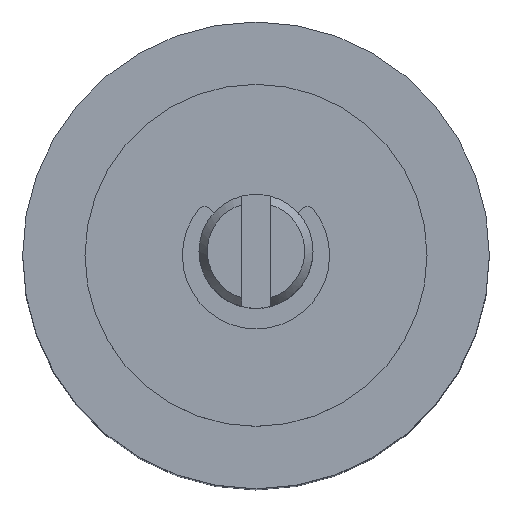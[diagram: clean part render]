
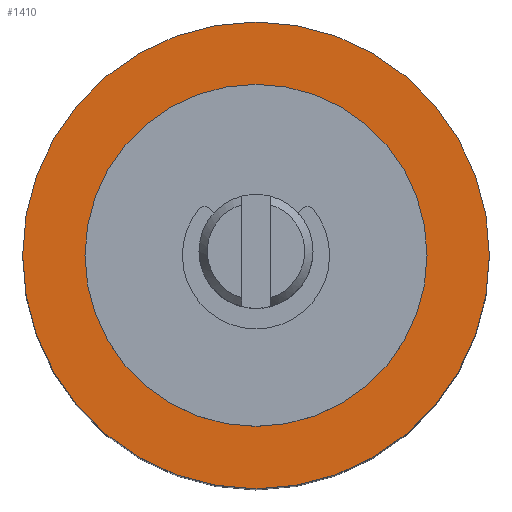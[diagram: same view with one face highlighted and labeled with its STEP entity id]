
A CAD part, top view. The second image highlights one B-rep face of the part: STEP entity #1410.
In plain terms, the highlighted planar face has unit normal (0, 0, 1).
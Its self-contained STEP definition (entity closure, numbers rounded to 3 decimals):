
#1410=ADVANCED_FACE('', (#1420,#1430), #1440, .T.);
#4960=AXIS2_PLACEMENT_3D('Ax2Pl3d', #4970, #4980, #4990);
#5000=AXIS2_PLACEMENT_3D('Ax2Pl3d', #5010, #5020, #5030);
#5040=AXIS2_PLACEMENT_3D('Ax2Pl3d', #5050, #5060, #5070);
#4970=CARTESIAN_POINT('HicPkt', (0.,0.,0.));
#6520=CARTESIAN_POINT('', (0.,-4.763,0.));
#5010=CARTESIAN_POINT('HicPkt', (0.,6.5,0.));
#5050=CARTESIAN_POINT('HicPkt', (0.,0.,0.));
#6530=CARTESIAN_POINT('', (0.,6.5,0.));
#6940=CIRCLE('Circle', #4960, 4.763);
#6950=CIRCLE('Circle', #5040, 6.5);
#4980=DIRECTION('Axis', (0.,0.,1.));
#4990=DIRECTION('RefDirection', (1.,0.,-0.));
#5020=DIRECTION('Axis', (0.,0.,1.));
#5030=DIRECTION('RefDirection', (1.,0.,-0.));
#5060=DIRECTION('Axis', (0.,0.,1.));
#5070=DIRECTION('RefDirection', (1.,0.,-0.));
#10770=EDGE_CURVE('', #10780, #10780, #6940, .T.);
#10790=EDGE_CURVE('', #10800, #10800, #6950, .T.);
#12750=EDGE_LOOP('Edge_loop', (#12760));
#12770=EDGE_LOOP('Edge_loop', (#12780));
#1430=FACE_BOUND('', #12770, .T.);
#1420=FACE_OUTER_BOUND('Face_outer_bound', #12750, .T.);
#12760=ORIENTED_EDGE('', *, *, #10790, .T.);
#12780=ORIENTED_EDGE('', *, *, #10770, .F.);
#1440=PLANE('Plane', #5000);
#10780=VERTEX_POINT('', #6520);
#10800=VERTEX_POINT('', #6530);
